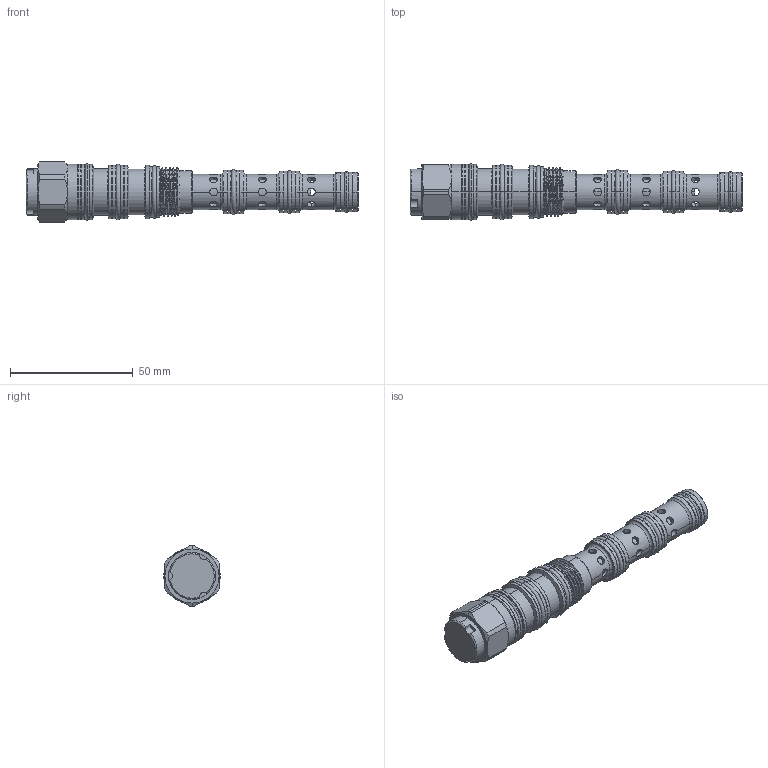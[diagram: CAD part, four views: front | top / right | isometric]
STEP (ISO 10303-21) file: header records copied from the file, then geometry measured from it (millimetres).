
FILE_DESCRIPTION (( 'STEP AP203' ), '1' );
FILE_NAME ('DC61A6E27N.STEP', '2022-12-23T00:26:37', ( '' ), ( '' ), 'SwSTEP 2.0', 'SolidWorks 2018', '' );
FILE_SCHEMA (( 'CONFIG_CONTROL_DESIGN' ));
Length unit declared in the file: millimetre
Products named in the file (1): DC61A6E27N
Bounding box: 135.04 x 22.98 x 24.6 mm (x, y, z)
Volume: 32917.5 mm3; surface area: 14458.9 mm2
Topology: 5 solids, 5 shells, 368 faces, 891 edges, 550 vertices
Faces by surface type: cylinder 224, plane 62, cone 43, torus 37, bspline 2
Entity records: 14111 total; most frequent: CARTESIAN_POINT 5514, DIRECTION 1810, ORIENTED_EDGE 1782, EDGE_CURVE 891, AXIS2_PLACEMENT_3D 779, VERTEX_POINT 550, EDGE_LOOP 429, CIRCLE 412
